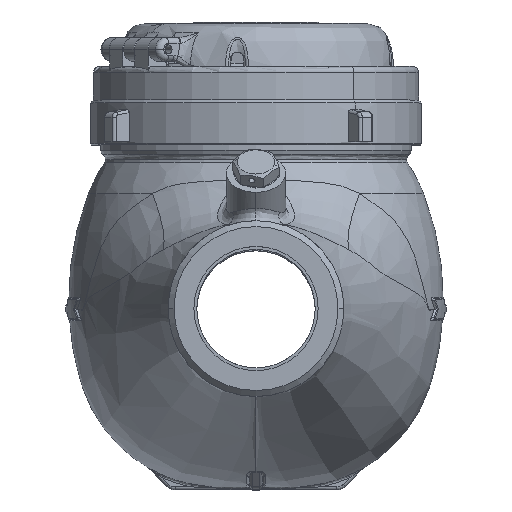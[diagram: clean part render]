
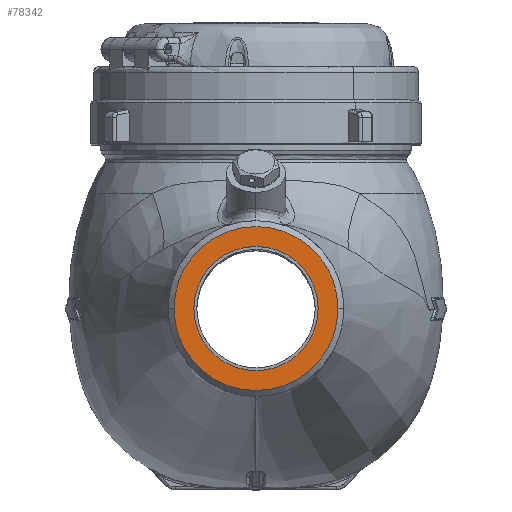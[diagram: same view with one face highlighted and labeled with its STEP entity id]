
A CAD part, top view. The second image highlights one B-rep face of the part: STEP entity #78342.
In plain terms, the highlighted face is planar.
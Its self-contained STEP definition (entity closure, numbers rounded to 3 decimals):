
#7004 = VERTEX_POINT ( 'NONE', #75717 ) ;
#7253 = EDGE_LOOP ( 'NONE', ( #75402, #110600 ) ) ;
#7455 = CARTESIAN_POINT ( 'NONE',  ( 0., -25.9, 150. ) ) ;
#8981 = DIRECTION ( 'NONE',  ( 1., 0., 0. ) ) ;
#13107 = DIRECTION ( 'NONE',  ( 1., 0., 0. ) ) ;
#24112 = CARTESIAN_POINT ( 'NONE',  ( 0., -25.9, 150. ) ) ;
#26593 = DIRECTION ( 'NONE',  ( 0., 0., 1. ) ) ;
#28930 = DIRECTION ( 'NONE',  ( 1., 0., 0. ) ) ;
#32973 = DIRECTION ( 'NONE',  ( 0., 0., -1. ) ) ;
#33866 = CIRCLE ( 'NONE', #86315, 21. ) ;
#37364 = CARTESIAN_POINT ( 'NONE',  ( 0., -25.9, 150. ) ) ;
#37477 = EDGE_CURVE ( 'NONE', #68841, #7004, #33866, .T. ) ;
#38102 = DIRECTION ( 'NONE',  ( 0., 0., 1. ) ) ;
#38294 = EDGE_CURVE ( 'NONE', #107437, #59470, #92734, .T. ) ;
#43290 = AXIS2_PLACEMENT_3D ( 'NONE', #24112, #32973, #102775 ) ;
#43357 = FACE_OUTER_BOUND ( 'NONE', #77901, .T. ) ;
#46845 = EDGE_CURVE ( 'NONE', #7004, #68841, #50180, .T. ) ;
#48421 = ORIENTED_EDGE ( 'NONE', *, *, #38294, .F. ) ;
#49489 = CARTESIAN_POINT ( 'NONE',  ( 0., -25.9, 150. ) ) ;
#50180 = CIRCLE ( 'NONE', #65146, 21. ) ;
#50651 = CARTESIAN_POINT ( 'NONE',  ( -27.7, -25.9, 150. ) ) ;
#53250 = AXIS2_PLACEMENT_3D ( 'NONE', #49489, #91685, #83242 ) ;
#59470 = VERTEX_POINT ( 'NONE', #50651 ) ;
#64901 = PLANE ( 'NONE',  #91982 ) ;
#65146 = AXIS2_PLACEMENT_3D ( 'NONE', #37364, #38102, #28930 ) ;
#65206 = EDGE_CURVE ( 'NONE', #59470, #107437, #78039, .T. ) ;
#65339 = CARTESIAN_POINT ( 'NONE',  ( 27.7, -25.9, 150. ) ) ;
#68408 = CARTESIAN_POINT ( 'NONE',  ( -21., -25.9, 150. ) ) ;
#68841 = VERTEX_POINT ( 'NONE', #68408 ) ;
#75402 = ORIENTED_EDGE ( 'NONE', *, *, #46845, .F. ) ;
#75717 = CARTESIAN_POINT ( 'NONE',  ( 21., -25.9, 150. ) ) ;
#77901 = EDGE_LOOP ( 'NONE', ( #84300, #48421 ) ) ;
#78039 = CIRCLE ( 'NONE', #43290, 27.7 ) ;
#78342 = ADVANCED_FACE ( 'NONE', ( #94169, #43357 ), #64901, .F. ) ;
#83242 = DIRECTION ( 'NONE',  ( -1., 0., 0. ) ) ;
#84300 = ORIENTED_EDGE ( 'NONE', *, *, #65206, .F. ) ;
#86315 = AXIS2_PLACEMENT_3D ( 'NONE', #7455, #26593, #8981 ) ;
#91685 = DIRECTION ( 'NONE',  ( 0., 0., -1. ) ) ;
#91982 = AXIS2_PLACEMENT_3D ( 'NONE', #100152, #100525, #13107 ) ;
#92734 = CIRCLE ( 'NONE', #53250, 27.7 ) ;
#94169 = FACE_BOUND ( 'NONE', #7253, .T. ) ;
#100152 = CARTESIAN_POINT ( 'NONE',  ( -28.032, 2.132, 150. ) ) ;
#100525 = DIRECTION ( 'NONE',  ( 0., 0., -1. ) ) ;
#102775 = DIRECTION ( 'NONE',  ( -1., 0., 0. ) ) ;
#107437 = VERTEX_POINT ( 'NONE', #65339 ) ;
#110600 = ORIENTED_EDGE ( 'NONE', *, *, #37477, .F. ) ;
